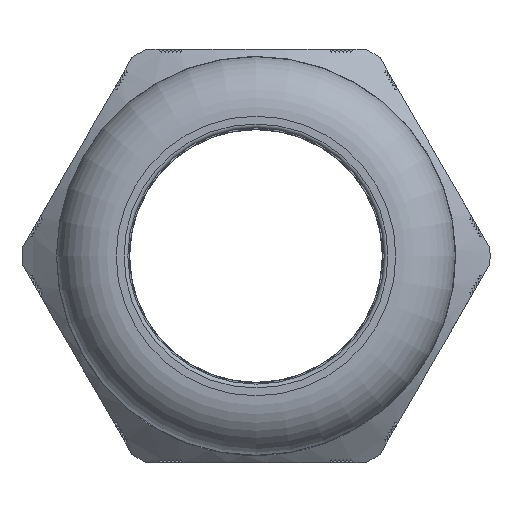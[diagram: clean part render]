
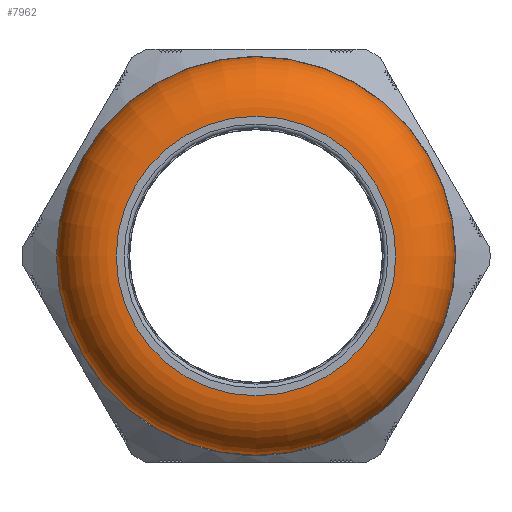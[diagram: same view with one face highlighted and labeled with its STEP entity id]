
A CAD part, left-side view. The second image highlights one B-rep face of the part: STEP entity #7962.
In plain terms, the highlighted toroidal (fillet/blend) face has major radius 18.022 mm and minor radius 7.59 mm.
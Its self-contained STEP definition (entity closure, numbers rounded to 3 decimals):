
#226=TOROIDAL_SURFACE('',#8669,18.022,7.59);
#267=FACE_BOUND('',#2762,.T.);
#2305=FACE_OUTER_BOUND('',#2761,.T.);
#2761=EDGE_LOOP('',(#7516));
#2762=EDGE_LOOP('',(#7517));
#3029=CIRCLE('',#8447,17.935);
#3058=CIRCLE('',#8662,25.576);
#3591=VERTEX_POINT('',#30078);
#3965=VERTEX_POINT('',#37657);
#4591=EDGE_CURVE('',#3591,#3591,#3029,.T.);
#5149=EDGE_CURVE('',#3965,#3965,#3058,.T.);
#7516=ORIENTED_EDGE('',*,*,#4591,.T.);
#7517=ORIENTED_EDGE('',*,*,#5149,.F.);
#7962=ADVANCED_FACE('',(#2305,#267),#226,.T.);
#8447=AXIS2_PLACEMENT_3D('',#30079,#9907,#9908);
#8662=AXIS2_PLACEMENT_3D('',#37658,#10682,#10683);
#8669=AXIS2_PLACEMENT_3D('',#37666,#10696,#10697);
#9907=DIRECTION('center_axis',(1.,0.,0.));
#9908=DIRECTION('ref_axis',(0.,0.,-1.));
#10682=DIRECTION('center_axis',(1.,0.,0.));
#10683=DIRECTION('ref_axis',(0.,-1.,0.));
#10696=DIRECTION('center_axis',(1.,0.,0.));
#10697=DIRECTION('ref_axis',(0.,0.,-1.));
#30078=CARTESIAN_POINT('',(-33.36,17.935,0.));
#30079=CARTESIAN_POINT('Origin',(-33.36,0.,0.));
#37657=CARTESIAN_POINT('',(-26.505,25.576,0.));
#37658=CARTESIAN_POINT('Origin',(-26.505,0.,0.));
#37666=CARTESIAN_POINT('Origin',(-25.77,0.,0.));
